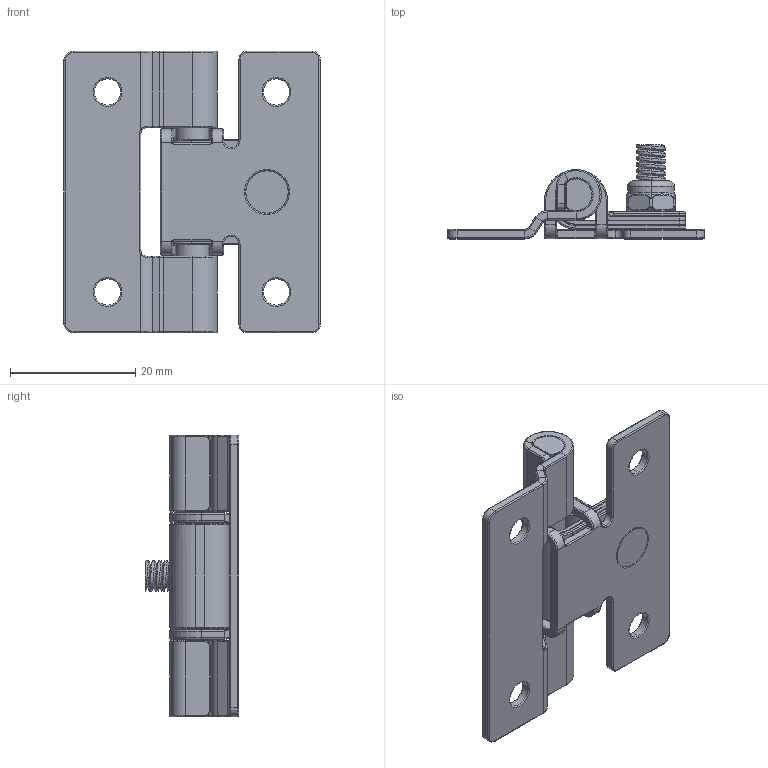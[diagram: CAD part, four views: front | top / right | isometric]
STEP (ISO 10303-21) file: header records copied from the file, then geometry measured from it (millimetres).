
FILE_DESCRIPTION (( 'STEP AP214' ), '1' );
FILE_NAME ('HGS-3022-R.STEP', '2019-08-27T06:46:22', ( '' ), ( '' ), 'SwSTEP 2.0', 'SolidWorks 2010', '' );
FILE_SCHEMA (( 'AUTOMOTIVE_DESIGN' ));
Length unit declared in the file: millimetre
Products named in the file (8): 石墨墊片; 阻尼套件; 螺柱; 軸; 調整螺母; HGS-3022-R; 鉸鏈片-2; 鉸鏈片-1
Assembly tree (7 placements, depth 2):
  HGS-3022-R
    螺柱
    鉸鏈片-2
    軸
    鉸鏈片-1
    調整螺母
    阻尼套件
    石墨墊片
Bounding box: 41 x 15 x 45 mm (x, y, z)
Volume: 5421.6 mm3; surface area: 9617.7 mm2
Topology: 7 solids, 7 shells, 656 faces, 1499 edges, 857 vertices
Faces by surface type: cylinder 259, torus 224, plane 111, bspline 59, cone 3
Entity records: 25891 total; most frequent: CARTESIAN_POINT 10888, DIRECTION 3342, ORIENTED_EDGE 2998, EDGE_CURVE 1499, AXIS2_PLACEMENT_3D 1439, VERTEX_POINT 857, CIRCLE 832, EDGE_LOOP 680
